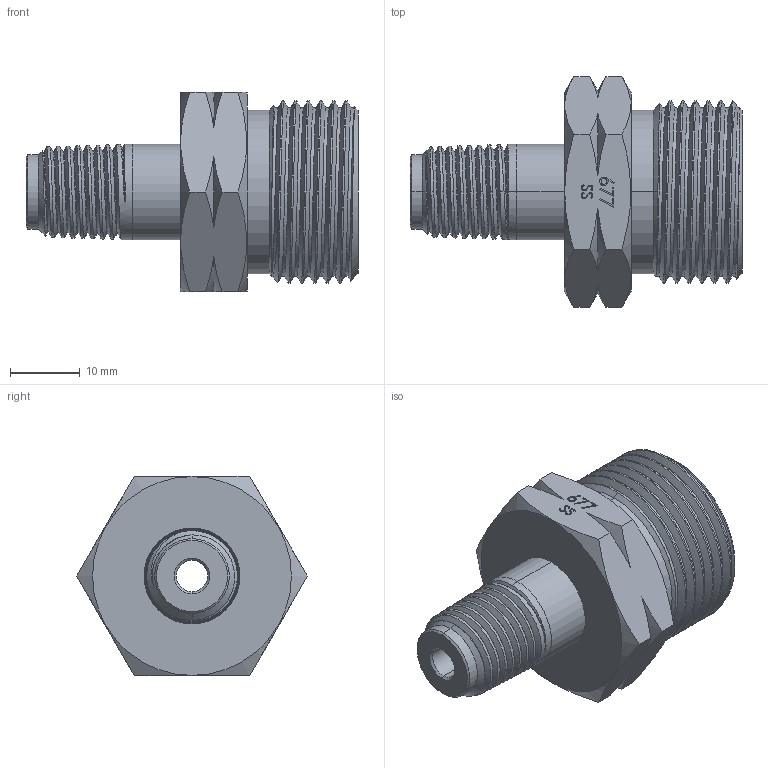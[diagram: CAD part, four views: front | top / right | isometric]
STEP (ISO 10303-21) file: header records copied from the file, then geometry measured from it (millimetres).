
FILE_DESCRIPTION (( 'STEP AP203' ), '1' );
FILE_NAME ('AD-677MSS-4MNPT.STEP', '2025-08-07T15:27:00', ( '' ), ( '' ), 'SwSTEP 2.0', 'SolidWorks 2018', '' );
FILE_SCHEMA (( 'CONFIG_CONTROL_DESIGN' ));
Length unit declared in the file: inch
Products named in the file (1): AD-677MSS-4MNPT
Bounding box: 47.5 x 33 x 28.57 mm (x, y, z)
Volume: 14506.2 mm3; surface area: 6221.7 mm2
Topology: 1 solids, 1 shells, 152 faces, 408 edges, 266 vertices
Faces by surface type: cone 48, bspline 45, plane 35, cylinder 24
Entity records: 12355 total; most frequent: CARTESIAN_POINT 8988, ORIENTED_EDGE 816, DIRECTION 469, EDGE_CURVE 408, VERTEX_POINT 266, B_SPLINE_CURVE_WITH_KNOTS 172, LINE 167, VECTOR 167
